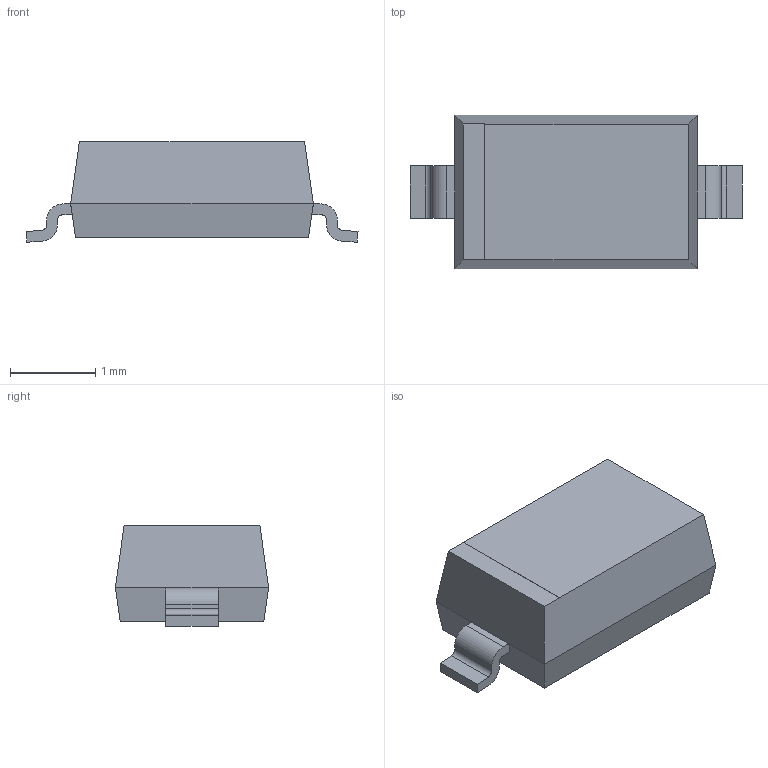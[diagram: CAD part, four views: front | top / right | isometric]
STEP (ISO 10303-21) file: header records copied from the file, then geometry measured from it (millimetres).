
FILE_DESCRIPTION (( 'STEP AP214' ), '1' );
FILE_NAME ('3D304B0A-CD4C-48EF-8C26-2E6418B0B8CD.STEP', '2023-11-19T03:03:57', ( '' ), ( '' ), 'SwSTEP 2.0', 'SolidWorks 2022', '' );
FILE_SCHEMA (( 'AUTOMOTIVE_DESIGN' ));
Length unit declared in the file: millimetre
Products named in the file (1): 3D304B0A-CD4C-48EF-8C26-2E6418B0B8CD
Bounding box: 3.9 x 1.8 x 1.18 mm (x, y, z)
Volume: 5.5 mm3; surface area: 21.2 mm2
Topology: 1 solids, 1 shells, 38 faces, 100 edges, 64 vertices
Faces by surface type: plane 30, cylinder 8
Entity records: 1322 total; most frequent: CARTESIAN_POINT 203, ORIENTED_EDGE 200, DIRECTION 194, EDGE_CURVE 100, VECTOR 84, LINE 84, VERTEX_POINT 64, AXIS2_PLACEMENT_3D 55
